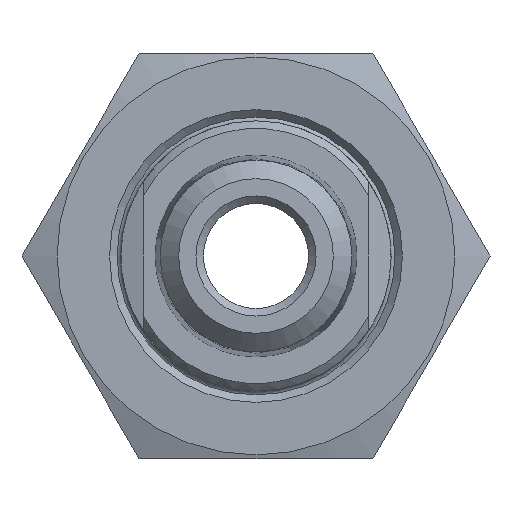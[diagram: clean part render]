
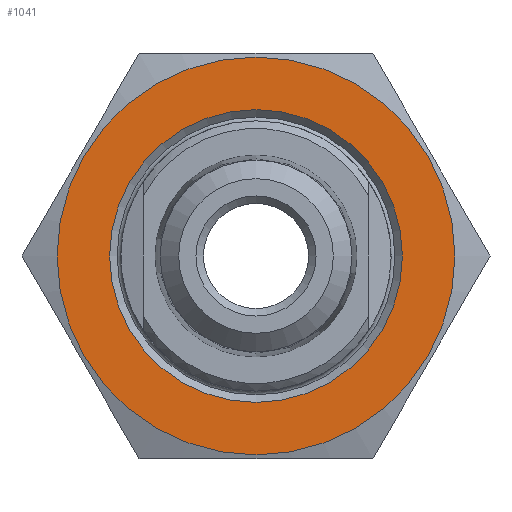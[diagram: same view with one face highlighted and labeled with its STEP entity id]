
A CAD part, left-side view. The second image highlights one B-rep face of the part: STEP entity #1041.
In plain terms, the highlighted planar face has unit normal (-1, 0, 0).
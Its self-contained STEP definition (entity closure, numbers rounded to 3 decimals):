
#73=FACE_BOUND('',#201,.T.);
#89=PLANE('',#1190);
#132=FACE_OUTER_BOUND('',#200,.T.);
#200=EDGE_LOOP('',(#751));
#201=EDGE_LOOP('',(#752));
#370=CIRCLE('',#1180,13.25);
#371=CIRCLE('',#1185,9.75);
#460=VERTEX_POINT('',#1758);
#461=VERTEX_POINT('',#1769);
#565=EDGE_CURVE('',#460,#460,#370,.T.);
#570=EDGE_CURVE('',#461,#461,#371,.T.);
#751=ORIENTED_EDGE('',*,*,#565,.T.);
#752=ORIENTED_EDGE('',*,*,#570,.F.);
#1041=ADVANCED_FACE('',(#132,#73),#89,.T.);
#1180=AXIS2_PLACEMENT_3D('',#1760,#1354,#1355);
#1185=AXIS2_PLACEMENT_3D('',#1770,#1368,#1369);
#1190=AXIS2_PLACEMENT_3D('',#1780,#1380,#1381);
#1354=DIRECTION('center_axis',(-1.,0.,0.));
#1355=DIRECTION('ref_axis',(0.,1.,0.));
#1368=DIRECTION('center_axis',(-1.,0.,0.));
#1369=DIRECTION('ref_axis',(0.,0.,-1.));
#1380=DIRECTION('center_axis',(-1.,0.,0.));
#1381=DIRECTION('ref_axis',(0.,0.,1.));
#1758=CARTESIAN_POINT('',(-14.5,-13.25,0.));
#1760=CARTESIAN_POINT('Origin',(-14.5,0.,0.));
#1769=CARTESIAN_POINT('',(-14.5,0.,9.75));
#1770=CARTESIAN_POINT('Origin',(-14.5,0.,0.));
#1780=CARTESIAN_POINT('Origin',(-14.5,0.,0.));
